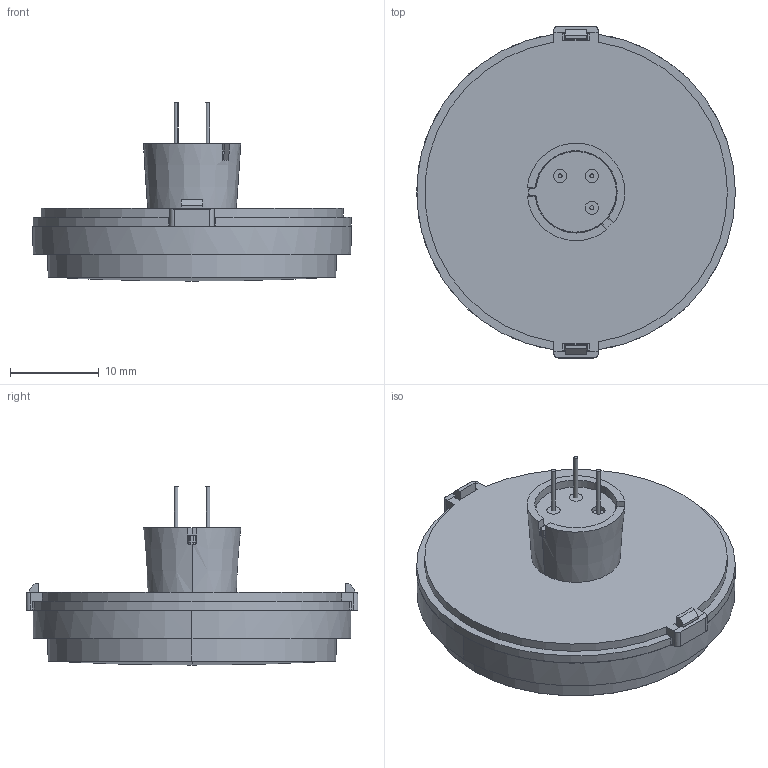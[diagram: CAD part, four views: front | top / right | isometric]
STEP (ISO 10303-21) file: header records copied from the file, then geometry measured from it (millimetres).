
FILE_DESCRIPTION (( 'STEP AP203' ), '1' );
FILE_NAME ('Flat Wide lens type(draft).STEP', '2024-09-23T10:18:58', ( '' ), ( '' ), 'SwSTEP 2.0', 'SolidWorks 2022', '' );
FILE_SCHEMA (( 'CONFIG_CONTROL_DESIGN' ));
Length unit declared in the file: millimetre
Products named in the file (4): Flat Wide lens type(draft); FW_lens draft; PaPIRs lensless type-wide filter; FW_case draft
Assembly tree (3 placements, depth 2):
  Flat Wide lens type(draft)
    FW_lens draft
    FW_case draft
    PaPIRs lensless type-wide filter
Bounding box: 36 x 37.5 x 20.12 mm (x, y, z)
Volume: 8194.3 mm3; surface area: 6102.3 mm2
Topology: 15 solids, 15 shells, 210 faces, 495 edges, 317 vertices
Faces by surface type: plane 117, cylinder 69, torus 12, cone 6, bspline 4, sphere 2
Entity records: 6519 total; most frequent: CARTESIAN_POINT 1220, DIRECTION 1057, ORIENTED_EDGE 982, EDGE_CURVE 491, AXIS2_PLACEMENT_3D 378, VERTEX_POINT 317, LINE 301, VECTOR 301
